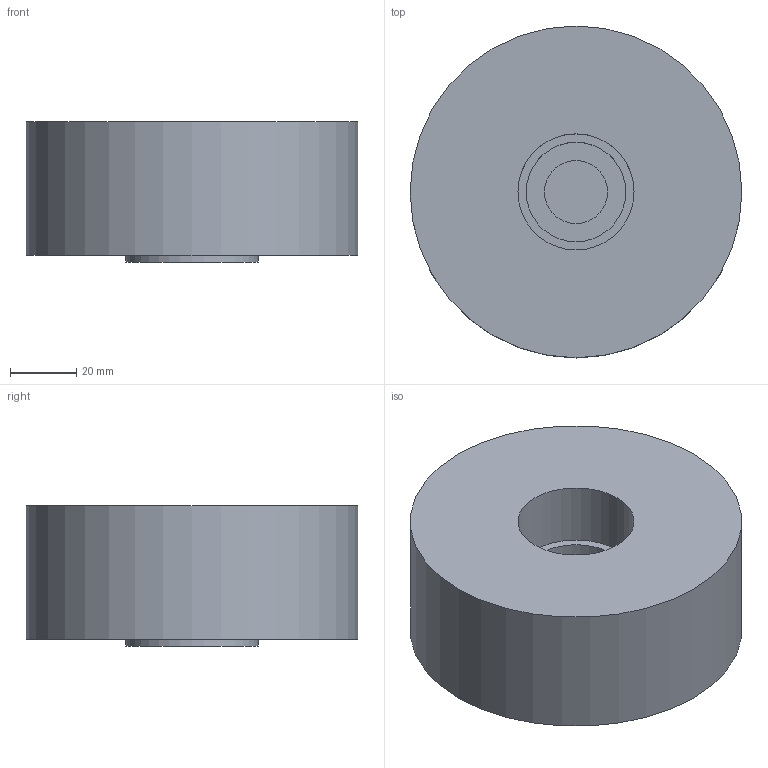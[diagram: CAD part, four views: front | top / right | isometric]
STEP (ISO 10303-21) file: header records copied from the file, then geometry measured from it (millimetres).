
FILE_DESCRIPTION(('FreeCAD Model'),'2;1');
FILE_NAME('moyeu_libre.step','2020-05-12T19:11:12',('Author' ),(''),'Open CASCADE STEP processor 7.3','FreeCAD','Unknown');
FILE_SCHEMA(('AUTOMOTIVE_DESIGN { 1 0 10303 214 1 1 1 1 }'));
Length unit declared in the file: millimetre
Products named in the file (1): moyeu_libre
Bounding box: 100 x 100 x 42.22 mm (x, y, z)
Volume: 284746 mm3; surface area: 34803.7 mm2
Topology: 1 solids, 1 shells, 23 faces, 45 edges, 28 vertices
Faces by surface type: cylinder 11, plane 6, cone 6
Full cylindrical faces by diameter (mm): 5.5 x6, 19 x1, 30 x1, 35 x1, 40 x1, 100 x1
Entity records: 1091 total; most frequent: DIRECTION 187, CARTESIAN_POINT 169, LINE 79, VECTOR 79, ORIENTED_EDGE 78, PCURVE 78, DEFINITIONAL_REPRESENTATION 78, AXIS2_PLACEMENT_3D 46
